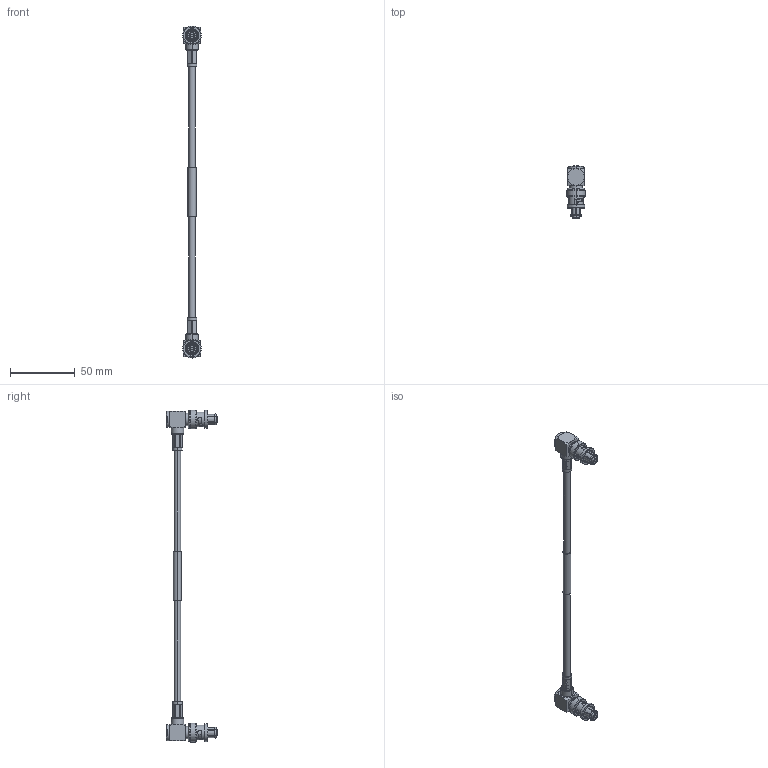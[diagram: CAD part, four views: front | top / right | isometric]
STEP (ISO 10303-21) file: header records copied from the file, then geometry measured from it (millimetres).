
FILE_DESCRIPTION (( 'STEP AP214' ), '1' );
FILE_NAME ('FMCA3150_3D.step', '2023-02-28T21:14:21', ( '' ), ( '' ), 'SwSTEP 2.0', 'SolidWorks 2022', '' );
FILE_SCHEMA (( 'AUTOMOTIVE_DESIGN' ));
Length unit declared in the file: inch
Products named in the file (8): RG58CU^FMCA3150_RG58; FMCN45847; Copy of PE45847-3_FERRULE^FMCN45847; Copy of PE45847-1^FMCN45847; FMCA3150_3D; Copy of PE45847-2_CAP^FMCN45847
Assembly tree (9 placements, depth 3):
  FMCA3150_3D
    RG58CU^FMCA3150_RG58
    FMCN45847
      Copy of PE45847-1^FMCN45847
      Copy of PE45847-2_CAP^FMCN45847
      Copy of PE45847-3_FERRULE^FMCN45847
    FMCN45847
      Copy of PE45847-1^FMCN45847
      Copy of PE45847-2_CAP^FMCN45847
      Copy of PE45847-3_FERRULE^FMCN45847
Bounding box: 14.5 x 40.01 x 256.4 mm (x, y, z)
Volume: 12583.8 mm3; surface area: 13400.2 mm2
Topology: 7 solids, 7 shells, 398 faces, 988 edges, 638 vertices
Faces by surface type: plane 178, cylinder 126, cone 54, torus 20, sphere 20
Entity records: 7906 total; most frequent: CARTESIAN_POINT 2071, DIRECTION 1215, ORIENTED_EDGE 1102, EDGE_CURVE 551, AXIS2_PLACEMENT_3D 492, VERTEX_POINT 357, CIRCLE 256, EDGE_LOOP 250
